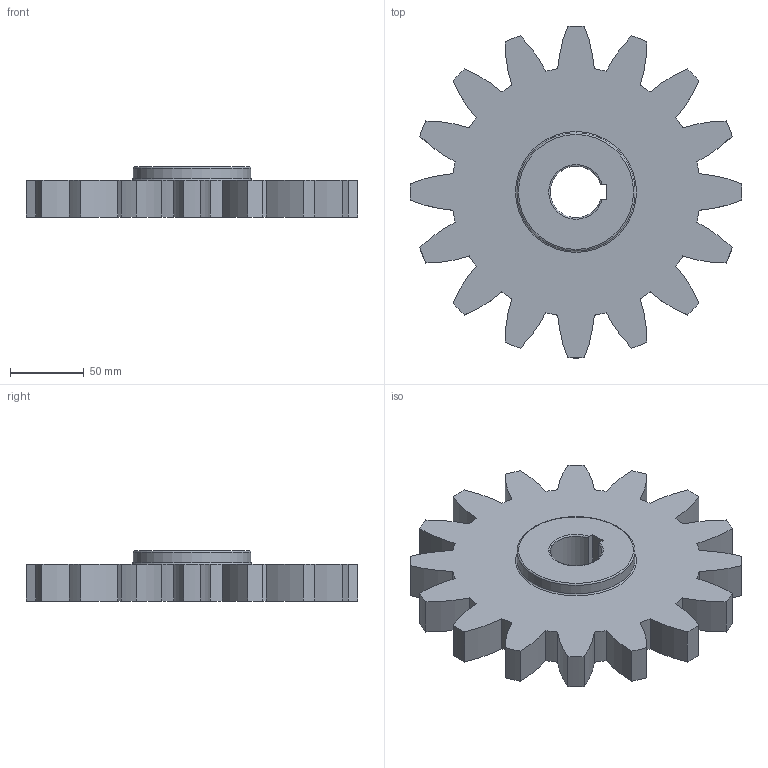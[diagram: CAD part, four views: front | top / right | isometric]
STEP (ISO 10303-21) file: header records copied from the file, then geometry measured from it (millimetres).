
FILE_DESCRIPTION(/* description */ (''),/* implementation_level */ '2;1');
FILE_NAME(/* name */ '',/* time_stamp */ '2024-05-22T20:37:44+03:00',/* author */ ('pokla'),/* organization */ (''),/* preprocessor_version */ 'ST-DEVELOPER v20',/* originating_system */ 'Autodesk Inventor 2024',/* authorisation */ '');
FILE_SCHEMA (('AUTOMOTIVE_DESIGN { 1 0 10303 214 3 1 1 }'));
Length unit declared in the file: millimetre
Products named in the file (1): ДМФ 01 42 Шестерня 
ведущая
Bounding box: 225.08 x 225.08 x 34 mm (x, y, z)
Volume: 791633.6 mm3; surface area: 98033.2 mm2
Topology: 1 solids, 1 shells, 76 faces, 218 edges, 145 vertices
Faces by surface type: cylinder 66, plane 6, torus 4
Full cylindrical faces by diameter (mm): 80 x1
Entity records: 2648 total; most frequent: DIRECTION 507, CARTESIAN_POINT 476, ORIENTED_EDGE 436, EDGE_CURVE 218, AXIS2_PLACEMENT_3D 216, VERTEX_POINT 145, CIRCLE 139, EDGE_LOOP 79
